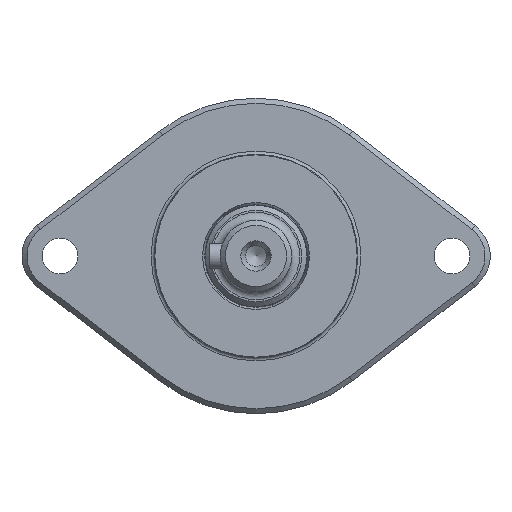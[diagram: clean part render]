
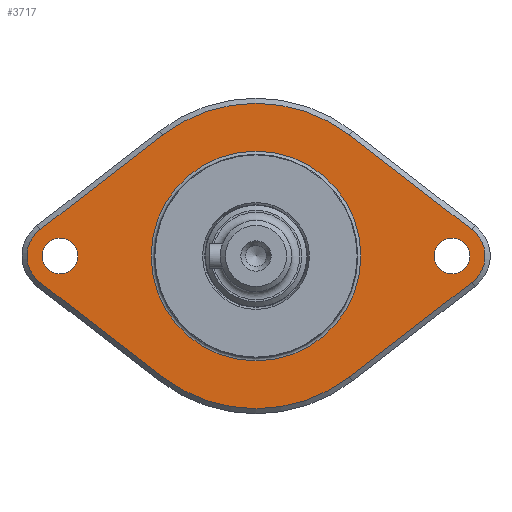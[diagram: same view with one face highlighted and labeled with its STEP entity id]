
A CAD part, left-side view. The second image highlights one B-rep face of the part: STEP entity #3717.
In plain terms, the highlighted planar face has unit normal (-1, 0, 0).
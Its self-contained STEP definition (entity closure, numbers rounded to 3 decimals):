
#71=FACE_BOUND('',#607,.T.);
#72=FACE_BOUND('',#608,.T.);
#73=FACE_BOUND('',#609,.T.);
#193=PLANE('',#4020);
#385=FACE_OUTER_BOUND('',#606,.T.);
#606=EDGE_LOOP('',(#2984,#2985,#2986,#2987,#2988,#2989,#2990,#2991));
#607=EDGE_LOOP('',(#2992,#2993));
#608=EDGE_LOOP('',(#2994));
#609=EDGE_LOOP('',(#2995));
#929=LINE('',#6092,#1220);
#933=LINE('',#6104,#1224);
#937=LINE('',#6116,#1228);
#940=LINE('',#6125,#1231);
#1220=VECTOR('',#4790,10.);
#1224=VECTOR('',#4802,10.);
#1228=VECTOR('',#4814,10.);
#1231=VECTOR('',#4825,10.);
#1358=CIRCLE('',#3999,6.5);
#1360=CIRCLE('',#4003,30.);
#1362=CIRCLE('',#4007,6.5);
#1364=CIRCLE('',#4011,30.);
#1368=CIRCLE('',#4021,20.6);
#1369=CIRCLE('',#4022,20.6);
#1370=CIRCLE('',#4023,3.5);
#1371=CIRCLE('',#4024,3.5);
#1700=VERTEX_POINT('',#6081);
#1701=VERTEX_POINT('',#6083);
#1704=VERTEX_POINT('',#6090);
#1706=VERTEX_POINT('',#6096);
#1708=VERTEX_POINT('',#6102);
#1710=VERTEX_POINT('',#6108);
#1712=VERTEX_POINT('',#6114);
#1714=VERTEX_POINT('',#6120);
#1720=VERTEX_POINT('',#6146);
#1721=VERTEX_POINT('',#6147);
#1722=VERTEX_POINT('',#6150);
#1723=VERTEX_POINT('',#6152);
#2138=EDGE_CURVE('',#1700,#1701,#1358,.T.);
#2142=EDGE_CURVE('',#1704,#1700,#929,.T.);
#2145=EDGE_CURVE('',#1706,#1704,#1360,.T.);
#2148=EDGE_CURVE('',#1708,#1706,#933,.T.);
#2151=EDGE_CURVE('',#1710,#1708,#1362,.T.);
#2154=EDGE_CURVE('',#1712,#1710,#937,.T.);
#2157=EDGE_CURVE('',#1714,#1712,#1364,.T.);
#2159=EDGE_CURVE('',#1701,#1714,#940,.T.);
#2170=EDGE_CURVE('',#1720,#1721,#1368,.T.);
#2171=EDGE_CURVE('',#1721,#1720,#1369,.T.);
#2172=EDGE_CURVE('',#1722,#1722,#1370,.T.);
#2173=EDGE_CURVE('',#1723,#1723,#1371,.T.);
#2984=ORIENTED_EDGE('',*,*,#2138,.F.);
#2985=ORIENTED_EDGE('',*,*,#2142,.F.);
#2986=ORIENTED_EDGE('',*,*,#2145,.F.);
#2987=ORIENTED_EDGE('',*,*,#2148,.F.);
#2988=ORIENTED_EDGE('',*,*,#2151,.F.);
#2989=ORIENTED_EDGE('',*,*,#2154,.F.);
#2990=ORIENTED_EDGE('',*,*,#2157,.F.);
#2991=ORIENTED_EDGE('',*,*,#2159,.F.);
#2992=ORIENTED_EDGE('',*,*,#2170,.F.);
#2993=ORIENTED_EDGE('',*,*,#2171,.F.);
#2994=ORIENTED_EDGE('',*,*,#2172,.T.);
#2995=ORIENTED_EDGE('',*,*,#2173,.T.);
#3717=ADVANCED_FACE('',(#385,#71,#72,#73),#193,.T.);
#3999=AXIS2_PLACEMENT_3D('',#6084,#4782,#4783);
#4003=AXIS2_PLACEMENT_3D('',#6098,#4795,#4796);
#4007=AXIS2_PLACEMENT_3D('',#6110,#4807,#4808);
#4011=AXIS2_PLACEMENT_3D('',#6122,#4819,#4820);
#4020=AXIS2_PLACEMENT_3D('',#6145,#4846,#4847);
#4021=AXIS2_PLACEMENT_3D('',#6148,#4848,#4849);
#4022=AXIS2_PLACEMENT_3D('',#6149,#4850,#4851);
#4023=AXIS2_PLACEMENT_3D('',#6151,#4852,#4853);
#4024=AXIS2_PLACEMENT_3D('',#6153,#4854,#4855);
#4782=DIRECTION('center_axis',(1.,0.,0.));
#4783=DIRECTION('ref_axis',(0.,0.61,-0.792));
#4790=DIRECTION('',(0.,0.792,0.61));
#4795=DIRECTION('center_axis',(1.,0.,0.));
#4796=DIRECTION('ref_axis',(0.,-0.61,-0.792));
#4802=DIRECTION('',(0.,0.792,-0.61));
#4807=DIRECTION('center_axis',(1.,0.,0.));
#4808=DIRECTION('ref_axis',(0.,-0.61,0.792));
#4814=DIRECTION('',(0.,-0.792,-0.61));
#4819=DIRECTION('center_axis',(1.,0.,0.));
#4820=DIRECTION('ref_axis',(0.,0.61,0.792));
#4825=DIRECTION('',(0.,-0.792,0.61));
#4846=DIRECTION('center_axis',(-1.,0.,0.));
#4847=DIRECTION('ref_axis',(0.,0.,1.));
#4848=DIRECTION('center_axis',(-1.,0.,0.));
#4849=DIRECTION('ref_axis',(0.,1.,0.));
#4850=DIRECTION('center_axis',(-1.,0.,0.));
#4851=DIRECTION('ref_axis',(0.,1.,0.));
#4852=DIRECTION('center_axis',(1.,0.,0.));
#4853=DIRECTION('ref_axis',(0.,0.,1.));
#4854=DIRECTION('center_axis',(1.,0.,0.));
#4855=DIRECTION('ref_axis',(0.,0.,1.));
#6081=CARTESIAN_POINT('',(-98.2,42.468,-5.149));
#6083=CARTESIAN_POINT('',(-98.2,42.468,5.149));
#6084=CARTESIAN_POINT('Origin',(-98.2,38.5,0.));
#6090=CARTESIAN_POINT('',(-98.2,18.312,-23.763));
#6092=CARTESIAN_POINT('',(-98.2,40.836,-6.406));
#6096=CARTESIAN_POINT('',(-98.2,-18.312,-23.763));
#6098=CARTESIAN_POINT('Origin',(-98.2,0.,
0.));
#6102=CARTESIAN_POINT('',(-98.2,-42.468,-5.149));
#6104=CARTESIAN_POINT('',(-98.2,-7.865,-31.813));
#6108=CARTESIAN_POINT('',(-98.2,-42.468,5.149));
#6110=CARTESIAN_POINT('Origin',(-98.2,-38.5,0.));
#6114=CARTESIAN_POINT('',(-98.2,-18.312,23.763));
#6116=CARTESIAN_POINT('',(-98.2,-19.943,22.506));
#6120=CARTESIAN_POINT('',(-98.2,18.312,23.763));
#6122=CARTESIAN_POINT('Origin',(-98.2,0.,
0.));
#6125=CARTESIAN_POINT('',(-98.2,28.758,15.713));
#6145=CARTESIAN_POINT('Origin',(-98.2,33.3,0.));
#6146=CARTESIAN_POINT('',(-98.2,20.6,0.));
#6147=CARTESIAN_POINT('',(-98.2,0.,-20.6));
#6148=CARTESIAN_POINT('Origin',(-98.2,0.,
0.));
#6149=CARTESIAN_POINT('Origin',(-98.2,0.,
0.));
#6150=CARTESIAN_POINT('',(-98.2,38.5,-3.5));
#6151=CARTESIAN_POINT('Origin',(-98.2,38.5,0.));
#6152=CARTESIAN_POINT('',(-98.2,-38.5,-3.5));
#6153=CARTESIAN_POINT('Origin',(-98.2,-38.5,0.));
